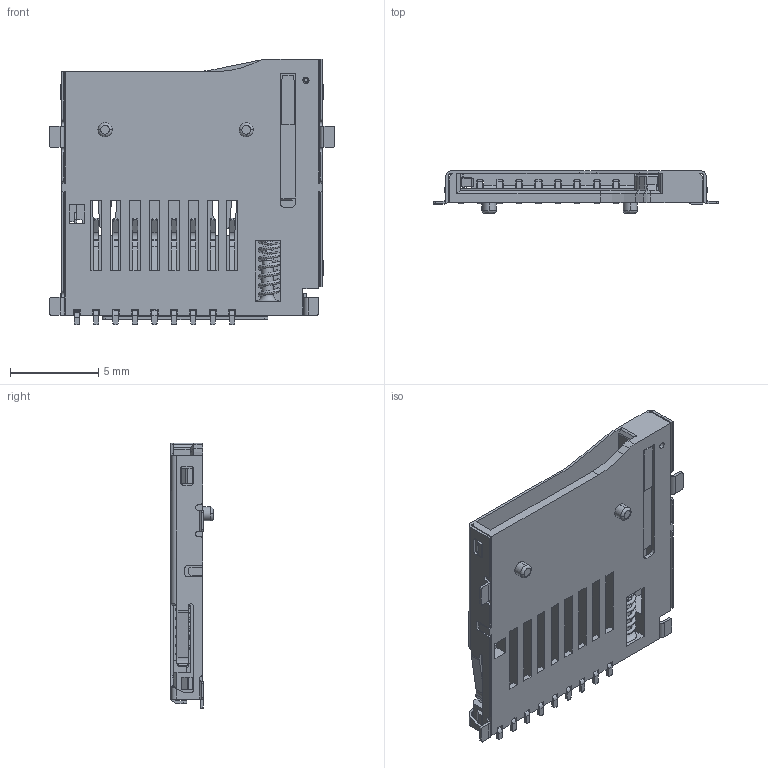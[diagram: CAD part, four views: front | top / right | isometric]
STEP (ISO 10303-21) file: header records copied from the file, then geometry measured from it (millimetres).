
FILE_DESCRIPTION (( 'STEP AP203' ), '1' );
FILE_NAME ('CUI_DEVICES_MSD-4-A.step', '2024-08-01T14:27:45', ( '' ), ( '' ), 'SwSTEP 2.0', 'SolidWorks 2024', '' );
FILE_SCHEMA (( 'CONFIG_CONTROL_DESIGN' ));
Length unit declared in the file: inch
Products named in the file (1): CUI_DEVICES_MSD-4-A
Bounding box: 16.15 x 2.4 x 15.05 mm (x, y, z)
Volume: 174.4 mm3; surface area: 1210.2 mm2
Topology: 1 solids, 3 shells, 1319 faces, 3900 edges, 2533 vertices
Faces by surface type: plane 927, cylinder 343, bspline 20, torus 17, cone 12
Entity records: 49092 total; most frequent: CARTESIAN_POINT 13505, ORIENTED_EDGE 7798, DIRECTION 7024, EDGE_CURVE 3899, LINE 3000, VECTOR 3000, VERTEX_POINT 2533, AXIS2_PLACEMENT_3D 2012
